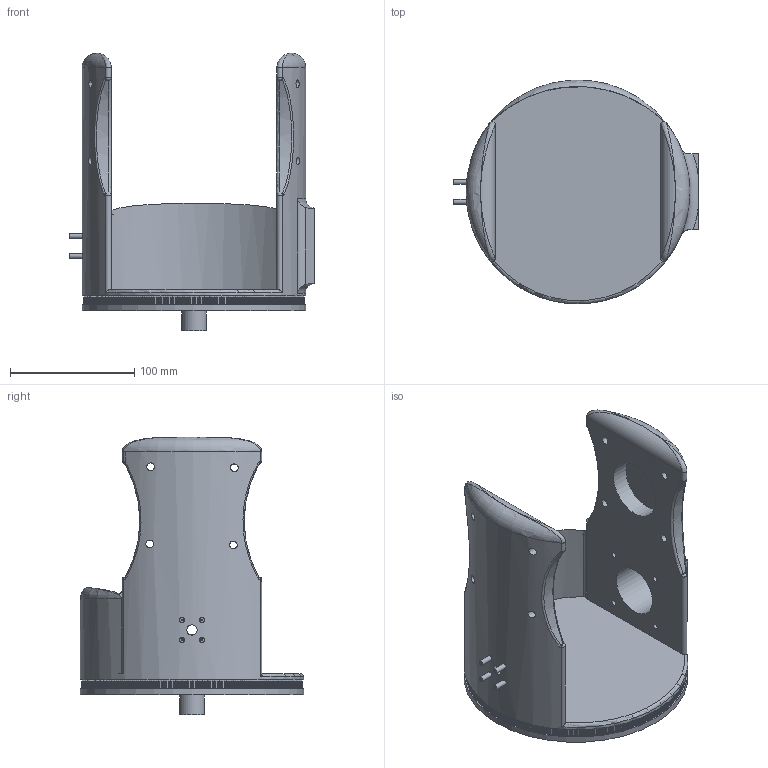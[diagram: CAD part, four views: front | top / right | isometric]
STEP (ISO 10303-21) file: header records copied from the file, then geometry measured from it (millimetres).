
FILE_DESCRIPTION(/* description */ ('STEP AP242','CAx-IF Rec.Pracs.---Representation and Presentation of Product Manufacturing Information (PMI)---4.0---2014-10-13','CAx-IF Rec.Pracs.---3D Tessellated Geometry---0.4---2014-09-14','2;1','CAx-IF Rec.Pracs.---User Defined Attributes---1.5---2016-08-15'),/* implementation_level */ '2;1');
FILE_NAME(/* name */ '69112afabef6f3e6e8224d0f',/* time_stamp */ '2025-11-09T23:59:56Z',/* author */ (''),/* organization */ (''),/* preprocessor_version */ 'ST-DEVELOPER v20',/* originating_system */ 'ONSHAPE BY PTC INC, 1.206',/* authorisation */ ' ');
FILE_SCHEMA (('AP242_MANAGED_MODEL_BASED_3D_ENGINEERING_MIM_LF { 1 0 10303 442 1 1 4 }'));
Products named in the file (1): PART B - Rotation
Bounding box: 197.41 x 180.34 x 223.66 mm (x, y, z)
Volume: 1102358.6 mm3; surface area: 181398.6 mm2
Topology: 1 solids, 1 shells, 1798 faces, 5325 edges, 3541 vertices
Faces by surface type: cylinder 1728, plane 36, torus 18, bspline 16
Full cylindrical faces by diameter (mm): 1.6 x4, 4.064 x4, 4.5 x4, 4.8 x1, 6.223 x8, 8.2 x1, 19.99 x1, 21.9 x1, 40.996 x1, 47.498 x2, 180.34 x2
Entity records: 62972 total; most frequent: DIRECTION 12243, CARTESIAN_POINT 11735, ORIENTED_EDGE 10566, EDGE_CURVE 5283, AXIS2_PLACEMENT_3D 5258, VERTEX_POINT 3533, CIRCLE 3460, EDGE_LOOP 1870
